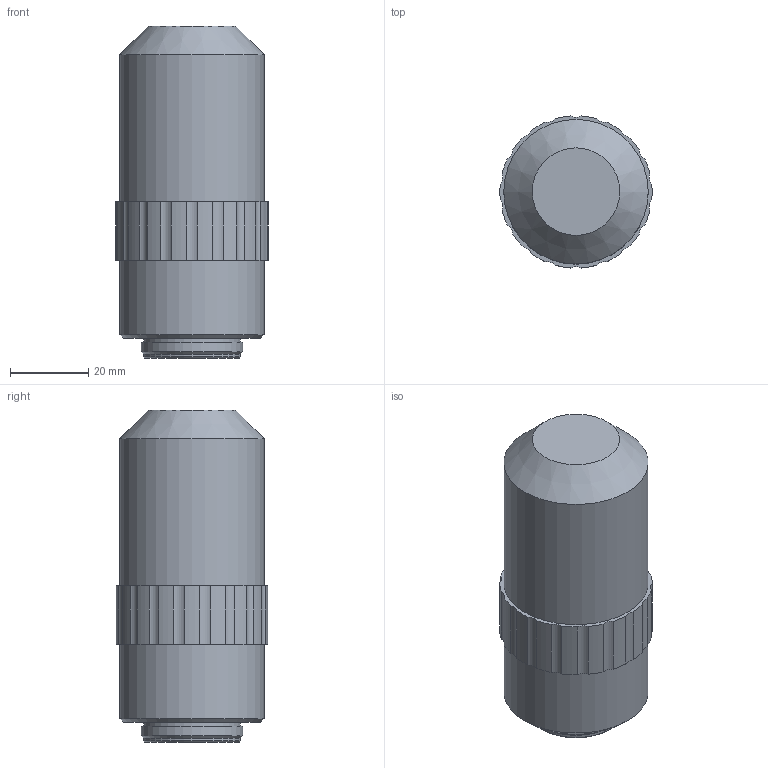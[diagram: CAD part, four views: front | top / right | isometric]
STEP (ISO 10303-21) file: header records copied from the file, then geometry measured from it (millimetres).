
FILE_DESCRIPTION (( 'STEP AP203' ), '1' );
FILE_NAME ('690046.STEP', '2024-10-17T03:06:33', ( 'Windows User' ), ( 'P R C' ), 'SwSTEP 2.0', 'SolidWorks 2020', '' );
FILE_SCHEMA (( 'CONFIG_CONTROL_DESIGN' ));
Length unit declared in the file: millimetre
Products named in the file (1): 690046
Bounding box: 38.98 x 38.9 x 85 mm (x, y, z)
Volume: 87400.2 mm3; surface area: 11604.6 mm2
Topology: 1 solids, 1 shells, 51 faces, 133 edges, 88 vertices
Faces by surface type: cylinder 41, plane 6, cone 4
Full cylindrical faces by diameter (mm): 24.8 x2, 26 x1, 37 x2
Entity records: 1621 total; most frequent: DIRECTION 310, CARTESIAN_POINT 258, ORIENTED_EDGE 242, AXIS2_PLACEMENT_3D 137, EDGE_CURVE 121, CIRCLE 85, VERTEX_POINT 85, EDGE_LOOP 64
